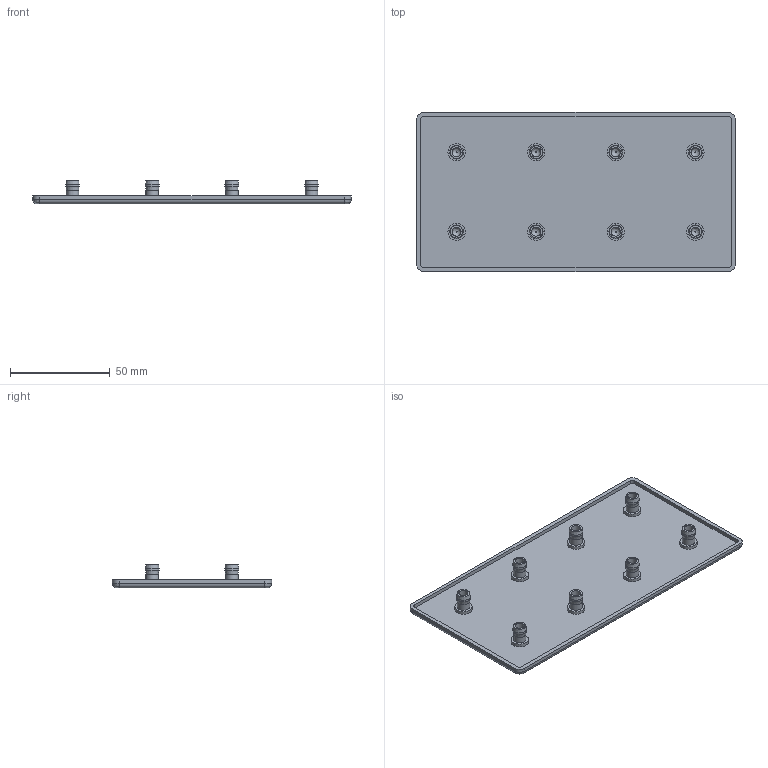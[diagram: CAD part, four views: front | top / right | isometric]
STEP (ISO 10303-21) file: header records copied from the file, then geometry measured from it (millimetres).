
FILE_DESCRIPTION((''),'2;1');
FILE_NAME('SZ0021S-A.stp','2013-08-20T07:50:54',('janine behrens'),(''),'Autodesk Inventor 2012','Autodesk Inventor 2012','');
FILE_SCHEMA(('AUTOMOTIVE_DESIGN { 1 0 10303 214 1 1 1 1 }'));
Length unit declared in the file: millimetre
Products named in the file (1): SZ0021S-A
Bounding box: 160 x 80 x 12 mm (x, y, z)
Volume: 29023.9 mm3; surface area: 30470 mm2
Topology: 1 solids, 1 shells, 107 faces, 200 edges, 120 vertices
Faces by surface type: cylinder 44, plane 35, cone 16, bspline 12
Full cylindrical faces by diameter (mm): 4.5 x8, 6.3 x8, 6.9 x8, 8.7 x8
Entity records: 2890 total; most frequent: CARTESIAN_POINT 900, DIRECTION 444, ORIENTED_EDGE 288, AXIS2_PLACEMENT_3D 204, EDGE_LOOP 188, EDGE_CURVE 144, VERTEX_POINT 120, CIRCLE 108
